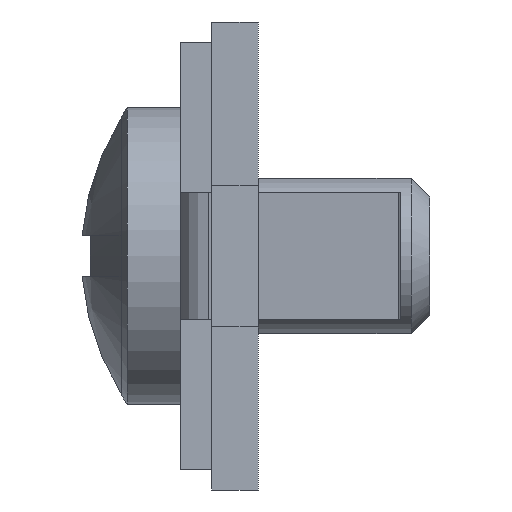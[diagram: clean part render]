
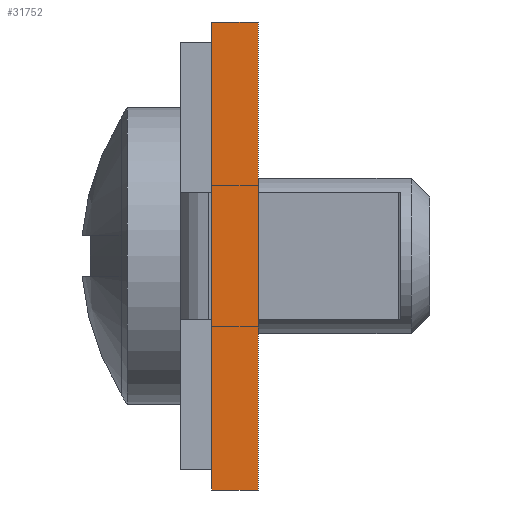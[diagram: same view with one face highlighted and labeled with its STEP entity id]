
A CAD part, left-side view. The second image highlights one B-rep face of the part: STEP entity #31752.
In plain terms, the highlighted planar face has unit normal (-1, 0, 0).
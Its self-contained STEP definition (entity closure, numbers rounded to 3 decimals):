
#3223 = VERTEX_POINT ( 'NONE', #91669 ) ;
#3421 = VERTEX_POINT ( 'NONE', #91777 ) ;
#13120 = EDGE_LOOP ( 'NONE', ( #83164, #83146, #83202, #83129 ) ) ;
#31752 = ADVANCED_FACE ( 'NONE', ( #60294 ), #60296, .F. ) ;
#40467 = LINE ( 'NONE', #40468, #65247 ) ;
#40468 = CARTESIAN_POINT ( 'NONE',  ( 0., 0., -15. ) ) ;
#40469 = DIRECTION ( 'NONE',  ( 0., 0., -1. ) ) ;
#41726 = VECTOR ( 'NONE', #42229, 1000. ) ;
#41756 = VECTOR ( 'NONE', #42307, 1000. ) ;
#41796 = VECTOR ( 'NONE', #42372, 1000. ) ;
#42206 = CARTESIAN_POINT ( 'NONE',  ( 0., 1.5, -15. ) ) ;
#42209 = LINE ( 'NONE', #42206, #41726 ) ;
#42229 = DIRECTION ( 'NONE',  ( 0., -1., 0. ) ) ;
#42279 = LINE ( 'NONE', #42324, #41756 ) ;
#42307 = DIRECTION ( 'NONE',  ( 0., 0., 1. ) ) ;
#42322 = LINE ( 'NONE', #42371, #41796 ) ;
#42324 = CARTESIAN_POINT ( 'NONE',  ( 0., 1.5, -15. ) ) ;
#42371 = CARTESIAN_POINT ( 'NONE',  ( 0., 1.5, 0. ) ) ;
#42372 = DIRECTION ( 'NONE',  ( 0., 1., 0. ) ) ;
#46919 = CARTESIAN_POINT ( 'NONE',  ( 0., 0., 0. ) ) ;
#47052 = CARTESIAN_POINT ( 'NONE',  ( 0., 0., -15. ) ) ;
#60176 = DIRECTION ( 'NONE',  ( 1., 0., 0. ) ) ;
#60179 = DIRECTION ( 'NONE',  ( 0., 0., -1. ) ) ;
#60285 = CARTESIAN_POINT ( 'NONE',  ( 0., 1.5, 0. ) ) ;
#60294 = FACE_OUTER_BOUND ( 'NONE', #13120, .T. ) ;
#60296 = PLANE ( 'NONE',  #70571 ) ;
#65247 = VECTOR ( 'NONE', #40469, 1000. ) ;
#70571 = AXIS2_PLACEMENT_3D ( 'NONE', #60285, #60176, #60179 ) ;
#75899 = EDGE_CURVE ( 'NONE', #93478, #93628, #40467, .T. ) ;
#76278 = EDGE_CURVE ( 'NONE', #3223, #93628, #42209, .T. ) ;
#76300 = EDGE_CURVE ( 'NONE', #3223, #3421, #42279, .T. ) ;
#76329 = EDGE_CURVE ( 'NONE', #93478, #3421, #42322, .T. ) ;
#83129 = ORIENTED_EDGE ( 'NONE', *, *, #75899, .F. ) ;
#83146 = ORIENTED_EDGE ( 'NONE', *, *, #76300, .F. ) ;
#83164 = ORIENTED_EDGE ( 'NONE', *, *, #76329, .T. ) ;
#83202 = ORIENTED_EDGE ( 'NONE', *, *, #76278, .T. ) ;
#91669 = CARTESIAN_POINT ( 'NONE',  ( 0., 1.5, -15. ) ) ;
#91777 = CARTESIAN_POINT ( 'NONE',  ( 0., 1.5, 0. ) ) ;
#93478 = VERTEX_POINT ( 'NONE', #46919 ) ;
#93628 = VERTEX_POINT ( 'NONE', #47052 ) ;
